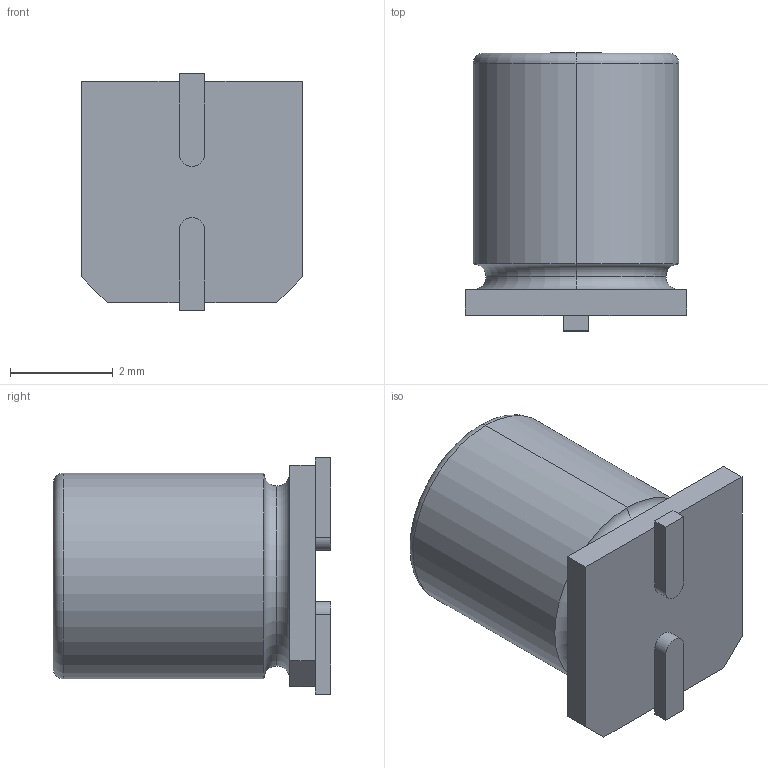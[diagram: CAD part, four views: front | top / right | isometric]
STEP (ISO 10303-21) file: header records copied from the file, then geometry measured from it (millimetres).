
FILE_DESCRIPTION (( 'STEP AP214' ), '1' );
FILE_NAME ('UWJ1C100.STEP', '2015-11-14T20:11:47', ( '' ), ( '' ), 'SwSTEP 2.0', 'SolidWorks 2014', '' );
FILE_SCHEMA (( 'AUTOMOTIVE_DESIGN' ));
Length unit declared in the file: millimetre
Products named in the file (1): UWJ1C100
Bounding box: 4.3 x 5.4 x 4.6 mm (x, y, z)
Volume: 66.2 mm3; surface area: 107.2 mm2
Topology: 1 solids, 1 shells, 30 faces, 71 edges, 44 vertices
Faces by surface type: plane 19, torus 6, cylinder 5
Entity records: 1122 total; most frequent: DIRECTION 155, CARTESIAN_POINT 146, ORIENTED_EDGE 142, EDGE_CURVE 71, AXIS2_PLACEMENT_3D 53, VECTOR 49, LINE 49, VERTEX_POINT 44
